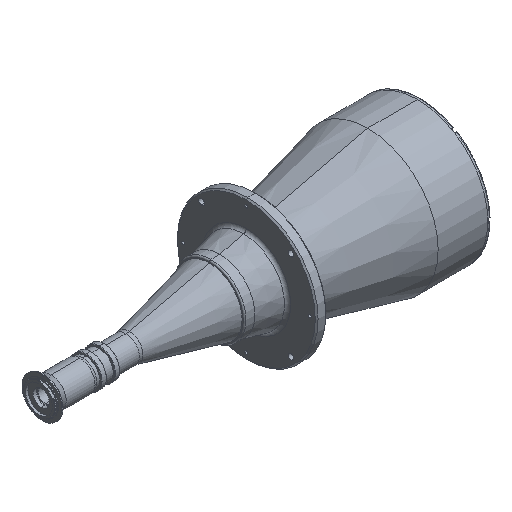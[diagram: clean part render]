
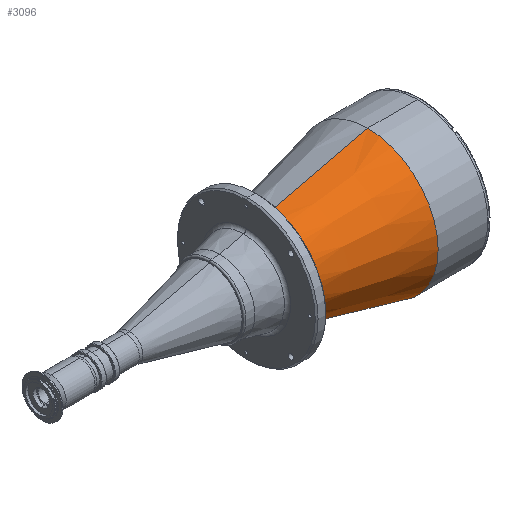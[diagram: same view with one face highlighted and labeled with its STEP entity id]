
A CAD part, isometric view. The second image highlights one B-rep face of the part: STEP entity #3096.
In plain terms, the highlighted conical face has half-angle 13.358 degrees and reference radius 50 mm.
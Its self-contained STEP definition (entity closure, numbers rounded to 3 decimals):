
#286 = CARTESIAN_POINT ( 'NONE',  ( 194.424, 0., -50. ) ) ;
#464 = FACE_OUTER_BOUND ( 'NONE', #5234, .T. ) ;
#623 = EDGE_CURVE ( 'NONE', #1918, #1904, #6900, .T. ) ;
#1572 = CARTESIAN_POINT ( 'NONE',  ( 404.982, 0., 0. ) ) ;
#1662 = AXIS2_PLACEMENT_3D ( 'NONE', #1572, #6808, #2324 ) ;
#1702 = EDGE_CURVE ( 'NONE', #8702, #2041, #5021, .T. ) ;
#1827 = ORIENTED_EDGE ( 'NONE', *, *, #1702, .F. ) ;
#1833 = DIRECTION ( 'NONE',  ( 0.973, 0., -0.231 ) ) ;
#1904 = VERTEX_POINT ( 'NONE', #3477 ) ;
#1918 = VERTEX_POINT ( 'NONE', #2733 ) ;
#2041 = VERTEX_POINT ( 'NONE', #2115 ) ;
#2115 = CARTESIAN_POINT ( 'NONE',  ( 404.982, 0., 100. ) ) ;
#2324 = DIRECTION ( 'NONE',  ( 0., 0., 1. ) ) ;
#2367 = DIRECTION ( 'NONE',  ( 1., 0., 0. ) ) ;
#2733 = CARTESIAN_POINT ( 'NONE',  ( 253.358, 0., -63.995 ) ) ;
#3031 = VECTOR ( 'NONE', #5455, 1000. ) ;
#3096 = ADVANCED_FACE ( 'NONE', ( #464 ), #5275, .T. ) ;
#3477 = CARTESIAN_POINT ( 'NONE',  ( 404.982, 0., -100. ) ) ;
#3719 = CIRCLE ( 'NONE', #8997, 63.995 ) ;
#3875 = CARTESIAN_POINT ( 'NONE',  ( 194.424, 0., 0. ) ) ;
#3998 = CIRCLE ( 'NONE', #1662, 100. ) ;
#4014 = CARTESIAN_POINT ( 'NONE',  ( 253.358, 0., 0. ) ) ;
#4178 = ORIENTED_EDGE ( 'NONE', *, *, #623, .T. ) ;
#4766 = DIRECTION ( 'NONE',  ( 0., 0., 1. ) ) ;
#4912 = VECTOR ( 'NONE', #1833, 1000. ) ;
#5021 = LINE ( 'NONE', #8434, #3031 ) ;
#5234 = EDGE_LOOP ( 'NONE', ( #1827, #7670, #4178, #9430 ) ) ;
#5275 = CONICAL_SURFACE ( 'NONE', #8011, 50., 0.233 ) ;
#5455 = DIRECTION ( 'NONE',  ( 0.973, 0., 0.231 ) ) ;
#6762 = EDGE_CURVE ( 'NONE', #1904, #2041, #3998, .T. ) ;
#6808 = DIRECTION ( 'NONE',  ( -1., 0., 0. ) ) ;
#6886 = DIRECTION ( 'NONE',  ( 0., 0., -1. ) ) ;
#6900 = LINE ( 'NONE', #286, #4912 ) ;
#7670 = ORIENTED_EDGE ( 'NONE', *, *, #9149, .F. ) ;
#8011 = AXIS2_PLACEMENT_3D ( 'NONE', #3875, #2367, #6886 ) ;
#8434 = CARTESIAN_POINT ( 'NONE',  ( 194.424, 0., 50. ) ) ;
#8702 = VERTEX_POINT ( 'NONE', #9665 ) ;
#8997 = AXIS2_PLACEMENT_3D ( 'NONE', #4014, #9245, #4766 ) ;
#9149 = EDGE_CURVE ( 'NONE', #1918, #8702, #3719, .T. ) ;
#9245 = DIRECTION ( 'NONE',  ( -1., 0., 0. ) ) ;
#9430 = ORIENTED_EDGE ( 'NONE', *, *, #6762, .T. ) ;
#9665 = CARTESIAN_POINT ( 'NONE',  ( 253.358, 0., 63.995 ) ) ;
